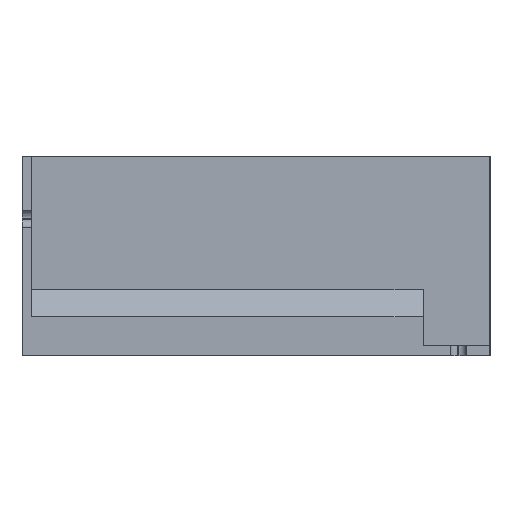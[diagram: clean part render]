
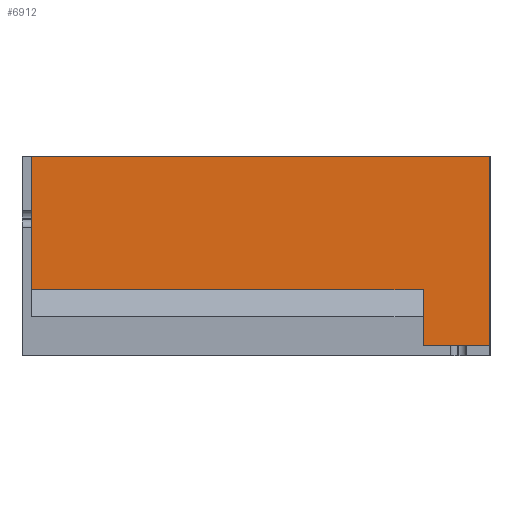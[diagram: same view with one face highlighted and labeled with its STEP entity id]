
A CAD part, left-side view. The second image highlights one B-rep face of the part: STEP entity #6912.
In plain terms, the highlighted planar face has unit normal (-1, 0, 0).
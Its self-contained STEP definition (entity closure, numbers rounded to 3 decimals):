
#1742=FACE_OUTER_BOUND('',#2683,.T.);
#2683=EDGE_LOOP('',(#6071,#6072,#6073,#6074,#6075,#6076,#6077,#6078,#6079,
#6080,#6081,#6082));
#2729=LINE('',#11514,#3005);
#2916=LINE('',#11982,#3192);
#2920=LINE('',#11995,#3196);
#2921=LINE('',#12001,#3197);
#2929=LINE('',#12018,#3205);
#2933=LINE('',#12025,#3209);
#2934=LINE('',#12027,#3210);
#2946=LINE('',#12058,#3222);
#2956=LINE('',#12083,#3232);
#2959=LINE('',#12088,#3235);
#2960=LINE('',#12090,#3236);
#2961=LINE('',#12091,#3237);
#3005=VECTOR('',#9653,10.);
#3192=VECTOR('',#10056,10.);
#3196=VECTOR('',#10068,10.);
#3197=VECTOR('',#10073,10.);
#3205=VECTOR('',#10089,10.);
#3209=VECTOR('',#10095,10.);
#3210=VECTOR('',#10098,10.);
#3222=VECTOR('',#10126,10.);
#3232=VECTOR('',#10152,10.);
#3235=VECTOR('',#10157,10.);
#3236=VECTOR('',#10160,10.);
#3237=VECTOR('',#10161,10.);
#3691=VERTEX_POINT('',#11511);
#3692=VERTEX_POINT('',#11513);
#3835=VERTEX_POINT('',#11980);
#3838=VERTEX_POINT('',#11989);
#3840=VERTEX_POINT('',#11993);
#3841=VERTEX_POINT('',#11997);
#3843=VERTEX_POINT('',#12000);
#3850=VERTEX_POINT('',#12023);
#3857=VERTEX_POINT('',#12045);
#3861=VERTEX_POINT('',#12057);
#3868=VERTEX_POINT('',#12082);
#3869=VERTEX_POINT('',#12086);
#4334=EDGE_CURVE('',#3691,#3692,#2729,.T.);
#4555=EDGE_CURVE('',#3835,#3691,#2916,.T.);
#4561=EDGE_CURVE('',#3840,#3838,#2920,.T.);
#4563=EDGE_CURVE('',#3843,#3841,#2921,.T.);
#4572=EDGE_CURVE('',#3835,#3843,#2929,.T.);
#4576=EDGE_CURVE('',#3840,#3850,#2933,.T.);
#4577=EDGE_CURVE('',#3838,#3841,#2934,.T.);
#4592=EDGE_CURVE('',#3857,#3861,#2946,.T.);
#4605=EDGE_CURVE('',#3868,#3857,#2956,.T.);
#4608=EDGE_CURVE('',#3869,#3850,#2959,.T.);
#4609=EDGE_CURVE('',#3869,#3868,#2960,.T.);
#4610=EDGE_CURVE('',#3861,#3692,#2961,.T.);
#6071=ORIENTED_EDGE('',*,*,#4608,.F.);
#6072=ORIENTED_EDGE('',*,*,#4609,.T.);
#6073=ORIENTED_EDGE('',*,*,#4605,.T.);
#6074=ORIENTED_EDGE('',*,*,#4592,.T.);
#6075=ORIENTED_EDGE('',*,*,#4610,.T.);
#6076=ORIENTED_EDGE('',*,*,#4334,.F.);
#6077=ORIENTED_EDGE('',*,*,#4555,.F.);
#6078=ORIENTED_EDGE('',*,*,#4572,.T.);
#6079=ORIENTED_EDGE('',*,*,#4563,.T.);
#6080=ORIENTED_EDGE('',*,*,#4577,.F.);
#6081=ORIENTED_EDGE('',*,*,#4561,.F.);
#6082=ORIENTED_EDGE('',*,*,#4576,.T.);
#6387=PLANE('',#7909);
#6912=ADVANCED_FACE('',(#1742),#6387,.F.);
#7909=AXIS2_PLACEMENT_3D('',#12089,#10158,#10159);
#9653=DIRECTION('',(0.,0.,-1.));
#10056=DIRECTION('',(0.,-1.,0.));
#10068=DIRECTION('',(0.,1.,0.));
#10073=DIRECTION('',(0.,1.,0.));
#10089=DIRECTION('',(0.,0.,-1.));
#10095=DIRECTION('',(0.,0.,-1.));
#10098=DIRECTION('',(0.,0.,1.));
#10126=DIRECTION('',(0.,-1.,0.));
#10152=DIRECTION('',(0.,-1.,0.));
#10157=DIRECTION('',(0.,1.,0.));
#10158=DIRECTION('center_axis',(1.,0.,0.));
#10159=DIRECTION('ref_axis',(0.,-1.,0.));
#10160=DIRECTION('',(0.,0.,-1.));
#10161=DIRECTION('',(0.,-1.,0.));
#11511=CARTESIAN_POINT('',(-94.3,-49.5,42.3));
#11513=CARTESIAN_POINT('',(-94.3,-49.5,2.3));
#11514=CARTESIAN_POINT('',(-94.3,-49.5,21.15));
#11980=CARTESIAN_POINT('',(-94.3,47.5,42.3));
#11982=CARTESIAN_POINT('',(-94.3,23.75,42.3));
#11989=CARTESIAN_POINT('',(-94.3,49.5,28.85));
#11993=CARTESIAN_POINT('',(-94.3,47.5,28.85));
#11995=CARTESIAN_POINT('',(-94.3,47.5,28.85));
#11997=CARTESIAN_POINT('',(-94.3,49.5,29.15));
#12000=CARTESIAN_POINT('',(-94.3,47.5,29.15));
#12001=CARTESIAN_POINT('',(-94.3,47.5,29.15));
#12018=CARTESIAN_POINT('',(-94.3,47.5,42.3));
#12023=CARTESIAN_POINT('',(-94.3,47.5,14.));
#12025=CARTESIAN_POINT('',(-94.3,47.5,42.3));
#12027=CARTESIAN_POINT('',(-94.3,49.5,14.575));
#12045=CARTESIAN_POINT('',(-94.3,-42.229,2.3));
#12057=CARTESIAN_POINT('',(-94.3,-43.321,2.3));
#12058=CARTESIAN_POINT('',(-94.3,47.5,2.3));
#12082=CARTESIAN_POINT('',(-94.3,-35.336,2.3));
#12083=CARTESIAN_POINT('',(-94.3,47.5,2.3));
#12086=CARTESIAN_POINT('',(-94.3,-35.336,14.));
#12088=CARTESIAN_POINT('',(-94.3,26.832,14.));
#12089=CARTESIAN_POINT('Origin',(-94.3,47.5,42.3));
#12090=CARTESIAN_POINT('',(-94.3,-35.336,22.3));
#12091=CARTESIAN_POINT('',(-94.3,47.5,2.3));
